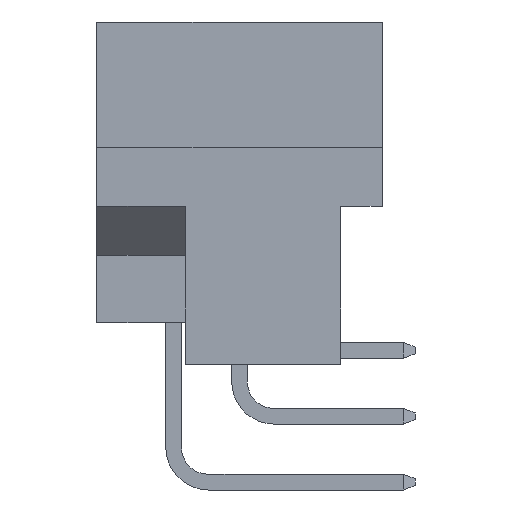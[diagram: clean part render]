
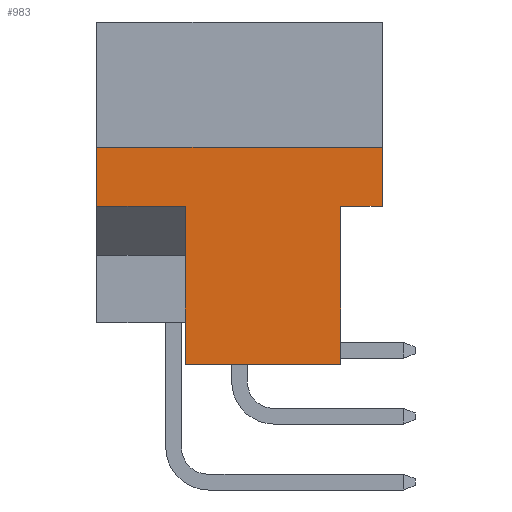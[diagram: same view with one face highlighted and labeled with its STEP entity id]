
A CAD part, left-side view. The second image highlights one B-rep face of the part: STEP entity #983.
In plain terms, the highlighted planar face has unit normal (-1, 0, 0).
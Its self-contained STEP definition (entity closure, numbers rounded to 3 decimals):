
#136 = ORIENTED_EDGE ( 'NONE', *, *, #6458, .F. ) ;
#271 = EDGE_CURVE ( 'NONE', #1671, #2059, #2174, .T. ) ;
#290 = DIRECTION ( 'NONE',  ( 0., 1., 0. ) ) ;
#299 = CARTESIAN_POINT ( 'NONE',  ( 0., 7.597, -13.2 ) ) ;
#375 = DIRECTION ( 'NONE',  ( 0., 0., 1. ) ) ;
#495 = DIRECTION ( 'NONE',  ( 0., 0., -1. ) ) ;
#656 = CARTESIAN_POINT ( 'NONE',  ( 0., 10.998, -4.826 ) ) ;
#723 = CARTESIAN_POINT ( 'NONE',  ( 0., 7.597, -13.2 ) ) ;
#814 = DIRECTION ( 'NONE',  ( 1., 0., 0. ) ) ;
#816 = CARTESIAN_POINT ( 'NONE',  ( 0., 10.998, -4.826 ) ) ;
#849 = DIRECTION ( 'NONE',  ( 0., 1., 0. ) ) ;
#875 = ORIENTED_EDGE ( 'NONE', *, *, #271, .F. ) ;
#983 = ADVANCED_FACE ( 'NONE', ( #4761 ), #4121, .F. ) ;
#1104 = LINE ( 'NONE', #1698, #2937 ) ;
#1123 = DIRECTION ( 'NONE',  ( 0., 0., 1. ) ) ;
#1362 = VERTEX_POINT ( 'NONE', #656 ) ;
#1489 = CARTESIAN_POINT ( 'NONE',  ( 0., 0., -7.112 ) ) ;
#1671 = VERTEX_POINT ( 'NONE', #4969 ) ;
#1698 = CARTESIAN_POINT ( 'NONE',  ( 0., 10.998, -13.2 ) ) ;
#1769 = ORIENTED_EDGE ( 'NONE', *, *, #4024, .T. ) ;
#1904 = CARTESIAN_POINT ( 'NONE',  ( 0., 10.998, 0. ) ) ;
#2059 = VERTEX_POINT ( 'NONE', #6076 ) ;
#2098 = LINE ( 'NONE', #299, #5456 ) ;
#2112 = VERTEX_POINT ( 'NONE', #3633 ) ;
#2124 = ORIENTED_EDGE ( 'NONE', *, *, #4819, .F. ) ;
#2174 = LINE ( 'NONE', #3105, #4360 ) ;
#2251 = EDGE_CURVE ( 'NONE', #1362, #6291, #5950, .T. ) ;
#2330 = ORIENTED_EDGE ( 'NONE', *, *, #2663, .T. ) ;
#2663 = EDGE_CURVE ( 'NONE', #2112, #6291, #4411, .T. ) ;
#2719 = VECTOR ( 'NONE', #3251, 1000. ) ;
#2937 = VECTOR ( 'NONE', #3873, 1000. ) ;
#3055 = VERTEX_POINT ( 'NONE', #723 ) ;
#3077 = EDGE_LOOP ( 'NONE', ( #875, #2124, #2330, #3732, #5721, #136, #6864, #1769 ) ) ;
#3105 = CARTESIAN_POINT ( 'NONE',  ( 0., 1.6, 31.022 ) ) ;
#3109 = CARTESIAN_POINT ( 'NONE',  ( 0., 7.597, -7.112 ) ) ;
#3119 = VERTEX_POINT ( 'NONE', #7148 ) ;
#3251 = DIRECTION ( 'NONE',  ( 0., 0., 1. ) ) ;
#3535 = CARTESIAN_POINT ( 'NONE',  ( 0., 0., -4.826 ) ) ;
#3633 = CARTESIAN_POINT ( 'NONE',  ( 0., 0., -7.112 ) ) ;
#3732 = ORIENTED_EDGE ( 'NONE', *, *, #2251, .F. ) ;
#3857 = VECTOR ( 'NONE', #290, 1000. ) ;
#3873 = DIRECTION ( 'NONE',  ( 0., -1., 0. ) ) ;
#3984 = DIRECTION ( 'NONE',  ( 0., -1., 0. ) ) ;
#4024 = EDGE_CURVE ( 'NONE', #3055, #2059, #1104, .T. ) ;
#4121 = PLANE ( 'NONE',  #6033 ) ;
#4294 = CARTESIAN_POINT ( 'NONE',  ( 0., 0., 0. ) ) ;
#4360 = VECTOR ( 'NONE', #495, 1000. ) ;
#4381 = VECTOR ( 'NONE', #849, 1000. ) ;
#4411 = LINE ( 'NONE', #4294, #2719 ) ;
#4761 = FACE_OUTER_BOUND ( 'NONE', #3077, .T. ) ;
#4819 = EDGE_CURVE ( 'NONE', #2112, #1671, #5878, .T. ) ;
#4820 = VECTOR ( 'NONE', #1123, 1000. ) ;
#4969 = CARTESIAN_POINT ( 'NONE',  ( 0., 1.6, -7.112 ) ) ;
#5091 = EDGE_CURVE ( 'NONE', #3119, #1362, #6217, .T. ) ;
#5312 = CARTESIAN_POINT ( 'NONE',  ( 0., 7.597, -7.112 ) ) ;
#5381 = LINE ( 'NONE', #5312, #4381 ) ;
#5456 = VECTOR ( 'NONE', #375, 1000. ) ;
#5526 = EDGE_CURVE ( 'NONE', #3055, #6917, #2098, .T. ) ;
#5721 = ORIENTED_EDGE ( 'NONE', *, *, #5091, .F. ) ;
#5801 = CARTESIAN_POINT ( 'NONE',  ( 0., 10.998, 0. ) ) ;
#5878 = LINE ( 'NONE', #1489, #3857 ) ;
#5950 = LINE ( 'NONE', #816, #5997 ) ;
#5997 = VECTOR ( 'NONE', #3984, 1000. ) ;
#6033 = AXIS2_PLACEMENT_3D ( 'NONE', #1904, #814, #7023 ) ;
#6076 = CARTESIAN_POINT ( 'NONE',  ( 0., 1.6, -13.2 ) ) ;
#6217 = LINE ( 'NONE', #5801, #4820 ) ;
#6291 = VERTEX_POINT ( 'NONE', #3535 ) ;
#6458 = EDGE_CURVE ( 'NONE', #6917, #3119, #5381, .T. ) ;
#6864 = ORIENTED_EDGE ( 'NONE', *, *, #5526, .F. ) ;
#6917 = VERTEX_POINT ( 'NONE', #3109 ) ;
#7023 = DIRECTION ( 'NONE',  ( 0., 0., -1. ) ) ;
#7148 = CARTESIAN_POINT ( 'NONE',  ( 0., 10.998, -7.112 ) ) ;
